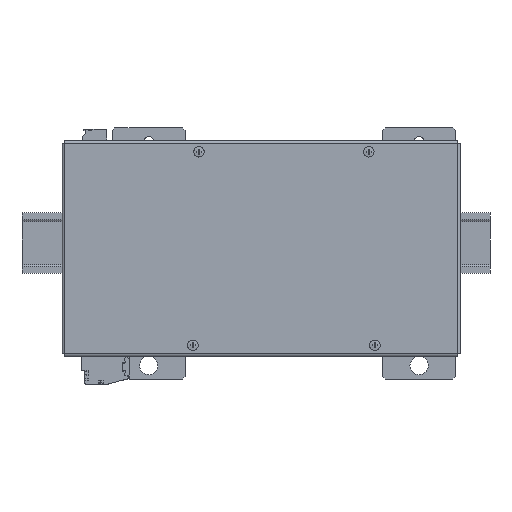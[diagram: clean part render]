
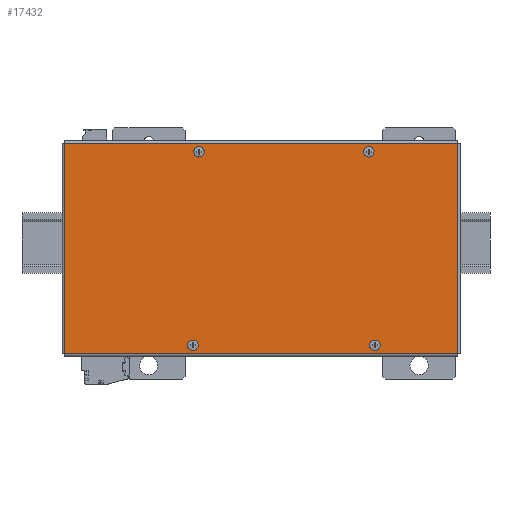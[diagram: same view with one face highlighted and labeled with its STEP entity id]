
A CAD part, top view. The second image highlights one B-rep face of the part: STEP entity #17432.
In plain terms, the highlighted planar face has unit normal (0, 0, 1).
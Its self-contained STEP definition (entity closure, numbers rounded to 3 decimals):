
#205 = AXIS2_PLACEMENT_3D ( 'NONE', #50824, #56924, #10696 ) ;
#739 = CARTESIAN_POINT ( 'NONE',  ( 97.9, 16.2, 156.5 ) ) ;
#2061 = DIRECTION ( 'NONE',  ( 0., -1., 0. ) ) ;
#2370 = CARTESIAN_POINT ( 'NONE',  ( -51.5, 11.3, 156.5 ) ) ;
#2408 = EDGE_CURVE ( 'NONE', #30048, #59090, #65337, .T. ) ;
#2495 = AXIS2_PLACEMENT_3D ( 'NONE', #61615, #9305, #32998 ) ;
#2557 = EDGE_CURVE ( 'NONE', #27389, #34252, #61574, .T. ) ;
#3202 = VERTEX_POINT ( 'NONE', #46779 ) ;
#3560 = EDGE_CURVE ( 'NONE', #65330, #30048, #54064, .T. ) ;
#3875 = VERTEX_POINT ( 'NONE', #54733 ) ;
#5587 = DIRECTION ( 'NONE',  ( 1., 0., 0. ) ) ;
#5995 = DIRECTION ( 'NONE',  ( 0., 0., -1. ) ) ;
#8089 = ORIENTED_EDGE ( 'NONE', *, *, #31769, .T. ) ;
#8533 = LINE ( 'NONE', #55103, #22754 ) ;
#9305 = DIRECTION ( 'NONE',  ( 0., 0., -1. ) ) ;
#9659 = VERTEX_POINT ( 'NONE', #53664 ) ;
#10414 = VECTOR ( 'NONE', #41896, 1000. ) ;
#10696 = DIRECTION ( 'NONE',  ( 0., -1., 0. ) ) ;
#10949 = CARTESIAN_POINT ( 'NONE',  ( 46.5, 11.3, 156.5 ) ) ;
#11229 = ORIENTED_EDGE ( 'NONE', *, *, #75162, .T. ) ;
#11825 = VECTOR ( 'NONE', #5587, 1000. ) ;
#13543 = ORIENTED_EDGE ( 'NONE', *, *, #2557, .T. ) ;
#13577 = CARTESIAN_POINT ( 'NONE',  ( 97.9, 16.3, 156.5 ) ) ;
#14428 = AXIS2_PLACEMENT_3D ( 'NONE', #41543, #57941, #69761 ) ;
#16919 = ORIENTED_EDGE ( 'NONE', *, *, #2408, .T. ) ;
#17432 = ADVANCED_FACE ( 'NONE', ( #27926, #74529, #45530, #68794, #59225 ), #69932, .T. ) ;
#17726 = CARTESIAN_POINT ( 'NONE',  ( 50., -100.3, 156.5 ) ) ;
#18219 = CIRCLE ( 'NONE', #75503, 2. ) ;
#18565 = DIRECTION ( 'NONE',  ( 0., -1., 0. ) ) ;
#19280 = CIRCLE ( 'NONE', #14428, 2. ) ;
#21260 = CIRCLE ( 'NONE', #27341, 2. ) ;
#21644 = DIRECTION ( 'NONE',  ( 0., 0., -1. ) ) ;
#22754 = VECTOR ( 'NONE', #2061, 1000. ) ;
#23606 = VERTEX_POINT ( 'NONE', #70839 ) ;
#25443 = EDGE_CURVE ( 'NONE', #29169, #65517, #21260, .T. ) ;
#26660 = ORIENTED_EDGE ( 'NONE', *, *, #25443, .T. ) ;
#27341 = AXIS2_PLACEMENT_3D ( 'NONE', #17726, #60387, #72571 ) ;
#27389 = VERTEX_POINT ( 'NONE', #55810 ) ;
#27926 = FACE_OUTER_BOUND ( 'NONE', #35531, .T. ) ;
#29169 = VERTEX_POINT ( 'NONE', #66820 ) ;
#29827 = DIRECTION ( 'NONE',  ( 0., -1., 0. ) ) ;
#30048 = VERTEX_POINT ( 'NONE', #739 ) ;
#30049 = CARTESIAN_POINT ( 'NONE',  ( -128.9, 16.2, 156.5 ) ) ;
#31329 = DIRECTION ( 'NONE',  ( 0., 0., -1. ) ) ;
#31769 = EDGE_CURVE ( 'NONE', #3875, #48920, #70701, .T. ) ;
#32998 = DIRECTION ( 'NONE',  ( 0., -1., 0. ) ) ;
#33123 = CIRCLE ( 'NONE', #205, 2. ) ;
#33537 = ORIENTED_EDGE ( 'NONE', *, *, #49022, .T. ) ;
#34252 = VERTEX_POINT ( 'NONE', #39540 ) ;
#34919 = ORIENTED_EDGE ( 'NONE', *, *, #3560, .T. ) ;
#35531 = EDGE_LOOP ( 'NONE', ( #44477, #52124, #34919, #16919 ) ) ;
#37018 = CARTESIAN_POINT ( 'NONE',  ( 97.9, -105.2, 156.5 ) ) ;
#37080 = EDGE_CURVE ( 'NONE', #65517, #29169, #18219, .T. ) ;
#39540 = CARTESIAN_POINT ( 'NONE',  ( -51.5, 13.3, 156.5 ) ) ;
#41211 = EDGE_LOOP ( 'NONE', ( #13543, #62383 ) ) ;
#41543 = CARTESIAN_POINT ( 'NONE',  ( -51.5, 11.3, 156.5 ) ) ;
#41730 = DIRECTION ( 'NONE',  ( 0., 0., 1. ) ) ;
#41896 = DIRECTION ( 'NONE',  ( 0., 1., 0. ) ) ;
#42210 = EDGE_LOOP ( 'NONE', ( #26660, #51870 ) ) ;
#43230 = CARTESIAN_POINT ( 'NONE',  ( -55., -100.3, 156.5 ) ) ;
#43981 = CIRCLE ( 'NONE', #2495, 2. ) ;
#44436 = EDGE_LOOP ( 'NONE', ( #72742, #33537 ) ) ;
#44477 = ORIENTED_EDGE ( 'NONE', *, *, #51969, .T. ) ;
#45530 = FACE_BOUND ( 'NONE', #41211, .T. ) ;
#46779 = CARTESIAN_POINT ( 'NONE',  ( 46.5, 13.3, 156.5 ) ) ;
#47585 = AXIS2_PLACEMENT_3D ( 'NONE', #43230, #50459, #61518 ) ;
#47738 = EDGE_LOOP ( 'NONE', ( #8089, #11229 ) ) ;
#48270 = EDGE_CURVE ( 'NONE', #23606, #65330, #63644, .T. ) ;
#48544 = CARTESIAN_POINT ( 'NONE',  ( -55., -98.3, 156.5 ) ) ;
#48920 = VERTEX_POINT ( 'NONE', #48544 ) ;
#49022 = EDGE_CURVE ( 'NONE', #3202, #9659, #70518, .T. ) ;
#49079 = EDGE_CURVE ( 'NONE', #34252, #27389, #19280, .T. ) ;
#50459 = DIRECTION ( 'NONE',  ( 0., 0., -1. ) ) ;
#50824 = CARTESIAN_POINT ( 'NONE',  ( -55., -100.3, 156.5 ) ) ;
#51870 = ORIENTED_EDGE ( 'NONE', *, *, #37080, .T. ) ;
#51969 = EDGE_CURVE ( 'NONE', #59090, #23606, #8533, .T. ) ;
#52124 = ORIENTED_EDGE ( 'NONE', *, *, #48270, .T. ) ;
#52410 = CARTESIAN_POINT ( 'NONE',  ( 98., 16.3, 156.5 ) ) ;
#52966 = CARTESIAN_POINT ( 'NONE',  ( 50., -100.3, 156.5 ) ) ;
#53664 = CARTESIAN_POINT ( 'NONE',  ( 46.5, 9.3, 156.5 ) ) ;
#54064 = LINE ( 'NONE', #13577, #10414 ) ;
#54289 = VECTOR ( 'NONE', #71430, 1000. ) ;
#54733 = CARTESIAN_POINT ( 'NONE',  ( -55., -102.3, 156.5 ) ) ;
#55103 = CARTESIAN_POINT ( 'NONE',  ( -128.9, 16.3, 156.5 ) ) ;
#55810 = CARTESIAN_POINT ( 'NONE',  ( -51.5, 9.3, 156.5 ) ) ;
#56924 = DIRECTION ( 'NONE',  ( 0., 0., -1. ) ) ;
#57941 = DIRECTION ( 'NONE',  ( 0., 0., -1. ) ) ;
#59090 = VERTEX_POINT ( 'NONE', #30049 ) ;
#59225 = FACE_BOUND ( 'NONE', #47738, .T. ) ;
#60387 = DIRECTION ( 'NONE',  ( 0., 0., -1. ) ) ;
#60557 = CARTESIAN_POINT ( 'NONE',  ( 50., -98.3, 156.5 ) ) ;
#60748 = DIRECTION ( 'NONE',  ( 0., -1., 0. ) ) ;
#61518 = DIRECTION ( 'NONE',  ( 0., -1., 0. ) ) ;
#61574 = CIRCLE ( 'NONE', #71313, 2. ) ;
#61615 = CARTESIAN_POINT ( 'NONE',  ( 46.5, 11.3, 156.5 ) ) ;
#61974 = AXIS2_PLACEMENT_3D ( 'NONE', #10949, #21644, #68593 ) ;
#62383 = ORIENTED_EDGE ( 'NONE', *, *, #49079, .T. ) ;
#63273 = CARTESIAN_POINT ( 'NONE',  ( 98., -105.2, 156.5 ) ) ;
#63644 = LINE ( 'NONE', #63273, #11825 ) ;
#65330 = VERTEX_POINT ( 'NONE', #37018 ) ;
#65337 = LINE ( 'NONE', #71060, #54289 ) ;
#65517 = VERTEX_POINT ( 'NONE', #60557 ) ;
#66533 = EDGE_CURVE ( 'NONE', #9659, #3202, #43981, .T. ) ;
#66820 = CARTESIAN_POINT ( 'NONE',  ( 50., -102.3, 156.5 ) ) ;
#68593 = DIRECTION ( 'NONE',  ( 0., -1., 0. ) ) ;
#68794 = FACE_BOUND ( 'NONE', #42210, .T. ) ;
#69761 = DIRECTION ( 'NONE',  ( 0., -1., 0. ) ) ;
#69932 = PLANE ( 'NONE',  #75250 ) ;
#70518 = CIRCLE ( 'NONE', #61974, 2. ) ;
#70701 = CIRCLE ( 'NONE', #47585, 2. ) ;
#70839 = CARTESIAN_POINT ( 'NONE',  ( -128.9, -105.2, 156.5 ) ) ;
#71060 = CARTESIAN_POINT ( 'NONE',  ( 98., 16.2, 156.5 ) ) ;
#71313 = AXIS2_PLACEMENT_3D ( 'NONE', #2370, #31329, #60748 ) ;
#71430 = DIRECTION ( 'NONE',  ( -1., 0., 0. ) ) ;
#72571 = DIRECTION ( 'NONE',  ( 0., -1., 0. ) ) ;
#72742 = ORIENTED_EDGE ( 'NONE', *, *, #66533, .T. ) ;
#74529 = FACE_BOUND ( 'NONE', #44436, .T. ) ;
#75162 = EDGE_CURVE ( 'NONE', #48920, #3875, #33123, .T. ) ;
#75250 = AXIS2_PLACEMENT_3D ( 'NONE', #52410, #41730, #29827 ) ;
#75503 = AXIS2_PLACEMENT_3D ( 'NONE', #52966, #5995, #18565 ) ;
